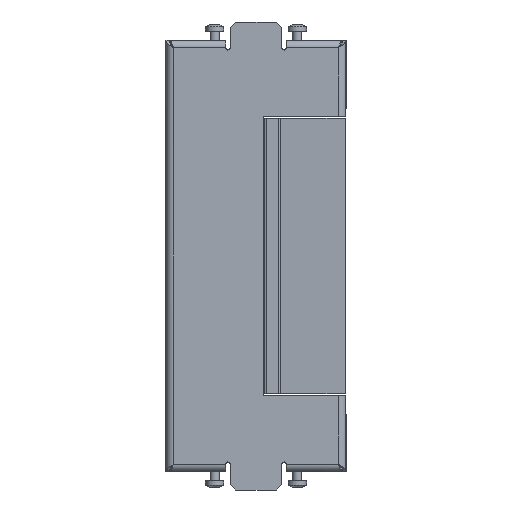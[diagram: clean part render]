
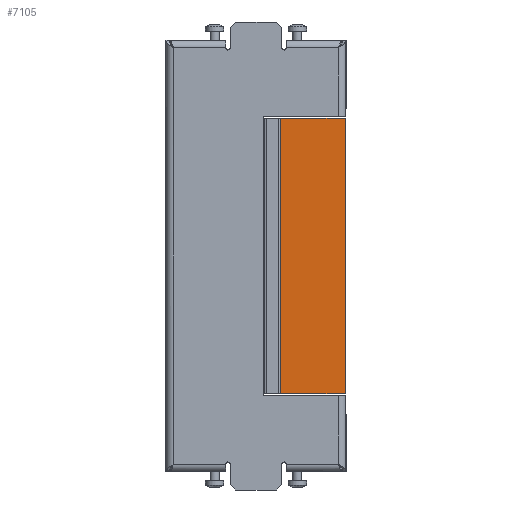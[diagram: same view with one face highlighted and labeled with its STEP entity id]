
A CAD part, left-side view. The second image highlights one B-rep face of the part: STEP entity #7105.
In plain terms, the highlighted face is planar.
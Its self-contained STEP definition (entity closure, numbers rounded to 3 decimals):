
#49 = DIRECTION ( 'NONE',  ( 0., -0.044, 0.999 ) ) ;
#87 = CARTESIAN_POINT ( 'NONE',  ( 75., -48., -3.528 ) ) ;
#765 = DIRECTION ( 'NONE',  ( 0., -0.999, -0.044 ) ) ;
#864 = VECTOR ( 'NONE', #2788, 1000. ) ;
#1374 = AXIS2_PLACEMENT_3D ( 'NONE', #2263, #49, #765 ) ;
#1409 = ORIENTED_EDGE ( 'NONE', *, *, #1787, .T. ) ;
#1582 = EDGE_CURVE ( 'NONE', #2886, #2187, #1862, .T. ) ;
#1641 = FACE_OUTER_BOUND ( 'NONE', #4594, .T. ) ;
#1787 = EDGE_CURVE ( 'NONE', #8203, #6503, #2738, .T. ) ;
#1862 = LINE ( 'NONE', #6392, #864 ) ;
#2187 = VERTEX_POINT ( 'NONE', #5506 ) ;
#2244 = VECTOR ( 'NONE', #4259, 1000. ) ;
#2263 = CARTESIAN_POINT ( 'NONE',  ( 75., -48., -3.528 ) ) ;
#2567 = CARTESIAN_POINT ( 'NONE',  ( -75., -48., -3.528 ) ) ;
#2690 = LINE ( 'NONE', #87, #2244 ) ;
#2738 = LINE ( 'NONE', #4321, #6404 ) ;
#2788 = DIRECTION ( 'NONE',  ( -1., 0., 0. ) ) ;
#2886 = VERTEX_POINT ( 'NONE', #5542 ) ;
#3210 = CARTESIAN_POINT ( 'NONE',  ( -75., -48., -3.528 ) ) ;
#4259 = DIRECTION ( 'NONE',  ( 0., 0.999, 0.044 ) ) ;
#4319 = EDGE_CURVE ( 'NONE', #8203, #2886, #2690, .T. ) ;
#4321 = CARTESIAN_POINT ( 'NONE',  ( 75., -48., -3.528 ) ) ;
#4594 = EDGE_LOOP ( 'NONE', ( #8712, #5913, #6072, #1409 ) ) ;
#4642 = CARTESIAN_POINT ( 'NONE',  ( 75., -48., -3.528 ) ) ;
#4755 = DIRECTION ( 'NONE',  ( 0., 0.999, 0.044 ) ) ;
#4995 = VECTOR ( 'NONE', #4755, 1000. ) ;
#5506 = CARTESIAN_POINT ( 'NONE',  ( -75., -13., -2. ) ) ;
#5542 = CARTESIAN_POINT ( 'NONE',  ( 75., -13., -2. ) ) ;
#5913 = ORIENTED_EDGE ( 'NONE', *, *, #1582, .F. ) ;
#6072 = ORIENTED_EDGE ( 'NONE', *, *, #4319, .F. ) ;
#6392 = CARTESIAN_POINT ( 'NONE',  ( 75., -13., -2. ) ) ;
#6404 = VECTOR ( 'NONE', #7813, 1000. ) ;
#6503 = VERTEX_POINT ( 'NONE', #2567 ) ;
#6531 = PLANE ( 'NONE',  #1374 ) ;
#6564 = EDGE_CURVE ( 'NONE', #6503, #2187, #8473, .T. ) ;
#7105 = ADVANCED_FACE ( 'NONE', ( #1641 ), #6531, .F. ) ;
#7813 = DIRECTION ( 'NONE',  ( -1., 0., 0. ) ) ;
#8203 = VERTEX_POINT ( 'NONE', #4642 ) ;
#8473 = LINE ( 'NONE', #3210, #4995 ) ;
#8712 = ORIENTED_EDGE ( 'NONE', *, *, #6564, .T. ) ;
